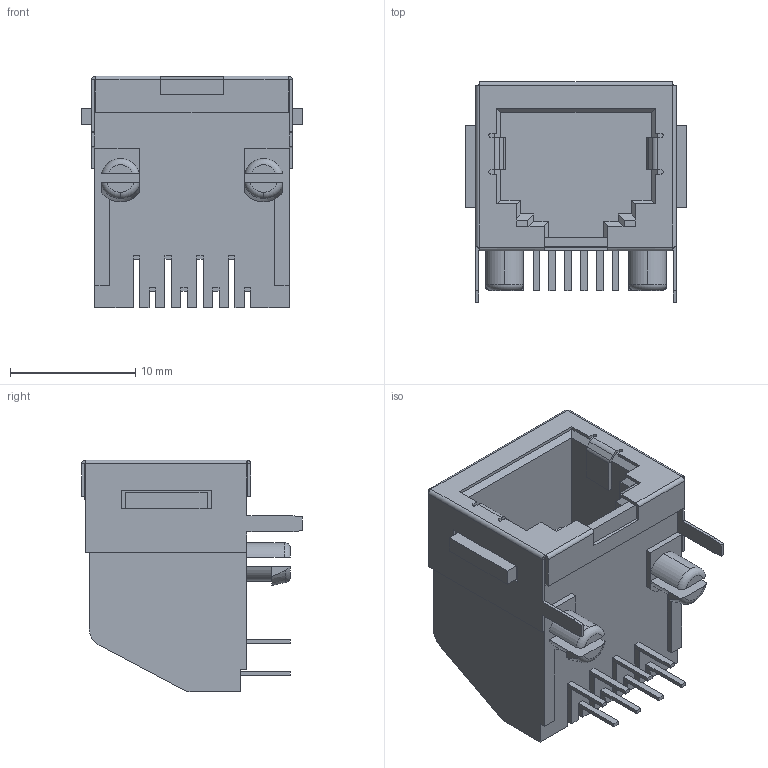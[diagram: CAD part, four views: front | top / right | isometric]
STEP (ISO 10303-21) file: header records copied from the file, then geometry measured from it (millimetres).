
FILE_DESCRIPTION (( 'STEP AP214' ), '1' );
FILE_NAME ('A-2004-2-4-LP-S-R.STEP', '2019-09-09T14:57:00', ( '' ), ( '' ), 'SwSTEP 2.0', 'SolidWorks 2017', '' );
FILE_SCHEMA (( 'AUTOMOTIVE_DESIGN' ));
Length unit declared in the file: millimetre
Products named in the file (1): A-2004-2-4-LP-S-R
Bounding box: 17.6 x 17.6 x 18.5 mm (x, y, z)
Volume: 2243.7 mm3; surface area: 3019.2 mm2
Topology: 10 solids, 10 shells, 305 faces, 760 edges, 476 vertices
Faces by surface type: plane 254, cylinder 35, bspline 8, torus 6, cone 2
Entity records: 9289 total; most frequent: CARTESIAN_POINT 1958, ORIENTED_EDGE 1520, DIRECTION 1400, EDGE_CURVE 760, VECTOR 652, LINE 652, VERTEX_POINT 476, AXIS2_PLACEMENT_3D 374
